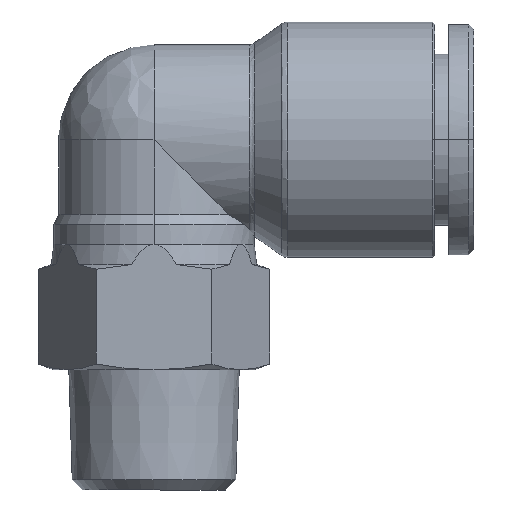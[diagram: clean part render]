
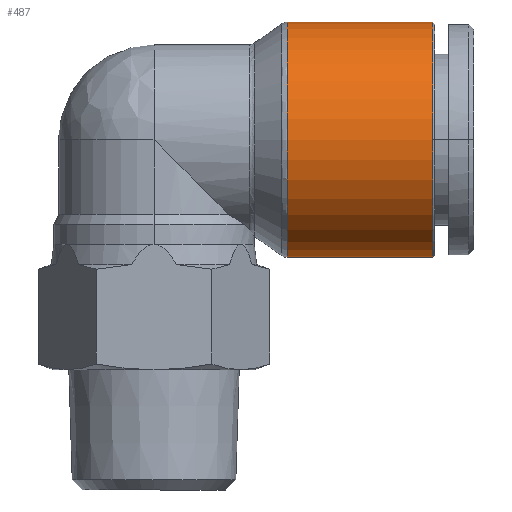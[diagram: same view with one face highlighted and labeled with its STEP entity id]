
A CAD part, front view. The second image highlights one B-rep face of the part: STEP entity #487.
In plain terms, the highlighted cylindrical face has radius 11.75 mm (diameter 23.5 mm), a partial arc.
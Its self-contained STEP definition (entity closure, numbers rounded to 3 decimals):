
#33 = VERTEX_POINT ( 'NONE', #3301 ) ;
#85 = DIRECTION ( 'NONE',  ( 1., 0., 0. ) ) ;
#124 = EDGE_LOOP ( 'NONE', ( #2919, #4670, #4139, #2334, #4332 ) ) ;
#193 = DIRECTION ( 'NONE',  ( 0., 0., 1. ) ) ;
#348 = FACE_OUTER_BOUND ( 'NONE', #124, .T. ) ;
#431 = AXIS2_PLACEMENT_3D ( 'NONE', #8374, #7818, #6536 ) ;
#487 = ADVANCED_FACE ( 'NONE', ( #348 ), #650, .T. ) ;
#502 = CARTESIAN_POINT ( 'NONE',  ( -5.066, 0., -11.75 ) ) ;
#534 = DIRECTION ( 'NONE',  ( 0., 0., -1. ) ) ;
#650 = CYLINDRICAL_SURFACE ( 'NONE', #4270, 11.75 ) ;
#706 = DIRECTION ( 'NONE',  ( 0., 0., -1. ) ) ;
#991 = EDGE_CURVE ( 'NONE', #1386, #2011, #3585, .T. ) ;
#1386 = VERTEX_POINT ( 'NONE', #2686 ) ;
#1450 = EDGE_CURVE ( 'NONE', #2011, #3650, #6784, .T. ) ;
#1684 = CARTESIAN_POINT ( 'NONE',  ( -11.25, 0., 11.75 ) ) ;
#1733 = DIRECTION ( 'NONE',  ( 1., 0., 0. ) ) ;
#1903 = CARTESIAN_POINT ( 'NONE',  ( -11.25, 0., 0. ) ) ;
#2011 = VERTEX_POINT ( 'NONE', #7638 ) ;
#2334 = ORIENTED_EDGE ( 'NONE', *, *, #1450, .F. ) ;
#2686 = CARTESIAN_POINT ( 'NONE',  ( -19.55, 11.75, 0. ) ) ;
#2852 = DIRECTION ( 'NONE',  ( -1., 0., 0. ) ) ;
#2919 = ORIENTED_EDGE ( 'NONE', *, *, #4731, .F. ) ;
#3286 = VECTOR ( 'NONE', #1733, 1000. ) ;
#3301 = CARTESIAN_POINT ( 'NONE',  ( -5.066, 0., 11.75 ) ) ;
#3585 = CIRCLE ( 'NONE', #431, 11.75 ) ;
#3650 = VERTEX_POINT ( 'NONE', #502 ) ;
#3869 = CARTESIAN_POINT ( 'NONE',  ( -11.25, 0., -11.75 ) ) ;
#4139 = ORIENTED_EDGE ( 'NONE', *, *, #6955, .T. ) ;
#4270 = AXIS2_PLACEMENT_3D ( 'NONE', #1903, #8245, #534 ) ;
#4332 = ORIENTED_EDGE ( 'NONE', *, *, #991, .F. ) ;
#4390 = VECTOR ( 'NONE', #85, 1000. ) ;
#4413 = AXIS2_PLACEMENT_3D ( 'NONE', #7063, #7752, #706 ) ;
#4670 = ORIENTED_EDGE ( 'NONE', *, *, #6144, .T. ) ;
#4731 = EDGE_CURVE ( 'NONE', #5524, #1386, #7501, .T. ) ;
#5178 = LINE ( 'NONE', #1684, #3286 ) ;
#5191 = AXIS2_PLACEMENT_3D ( 'NONE', #7369, #2852, #193 ) ;
#5524 = VERTEX_POINT ( 'NONE', #5588 ) ;
#5588 = CARTESIAN_POINT ( 'NONE',  ( -19.55, 0., 11.75 ) ) ;
#5727 = CIRCLE ( 'NONE', #4413, 11.75 ) ;
#6144 = EDGE_CURVE ( 'NONE', #5524, #33, #5178, .T. ) ;
#6536 = DIRECTION ( 'NONE',  ( 0., 0., 1. ) ) ;
#6784 = LINE ( 'NONE', #3869, #4390 ) ;
#6955 = EDGE_CURVE ( 'NONE', #33, #3650, #5727, .T. ) ;
#7063 = CARTESIAN_POINT ( 'NONE',  ( -5.066, 0., 0. ) ) ;
#7369 = CARTESIAN_POINT ( 'NONE',  ( -19.55, 0., 0. ) ) ;
#7501 = CIRCLE ( 'NONE', #5191, 11.75 ) ;
#7638 = CARTESIAN_POINT ( 'NONE',  ( -19.55, 0., -11.75 ) ) ;
#7752 = DIRECTION ( 'NONE',  ( -1., 0., 0. ) ) ;
#7818 = DIRECTION ( 'NONE',  ( -1., 0., 0. ) ) ;
#8245 = DIRECTION ( 'NONE',  ( 1., 0., 0. ) ) ;
#8374 = CARTESIAN_POINT ( 'NONE',  ( -19.55, 0., 0. ) ) ;
